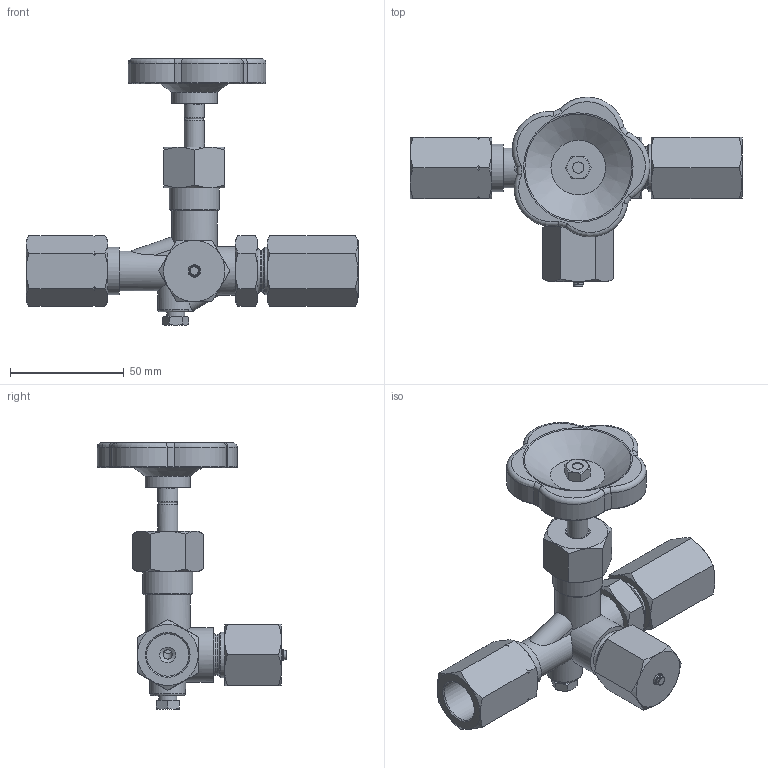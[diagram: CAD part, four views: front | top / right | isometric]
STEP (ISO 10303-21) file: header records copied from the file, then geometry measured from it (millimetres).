
FILE_DESCRIPTION( ( 'Unknown' ), '1' );
FILE_NAME( '10070A04X.stp', 'Unknown', ( 'Peter Nanko' ), ( 'Armaturen Arndt' ), 'PSStep 14.0', 'Solid Edge ST4', ' ' );
FILE_SCHEMA( ( 'AUTOMOTIVE_DESIGN { 1 0 10303 214 1 1 1 1 }' ) );
Length unit declared in the file: millimetre
Products named in the file (1): 1
Bounding box: 146 x 83.26 x 117.23 mm (x, y, z)
Volume: 131749 mm3; surface area: 35821.5 mm2
Topology: 1 solids, 2 shells, 233 faces, 543 edges, 343 vertices
Faces by surface type: plane 107, cylinder 53, cone 39, torus 34
Full cylindrical faces by diameter (mm): 3.504 x1, 4 x4, 4.5 x1, 4.917 x1, 6 x1, 7 x2, 8 x1, 9 x2, 17.5 x1, 18 x1, 18.4 x1, 18.631 x3, 20 x3, 20.955 x2, 21.231 x1, 21.5 x1, 22 x1, 24 x1, 44 x1
Entity records: 9434 total; most frequent: CARTESIAN_POINT 2831, DIRECTION 926, ORIENTED_EDGE 914, EDGE_CURVE 457, AXIS2_PLACEMENT_3D 399, EDGE_LOOP 325, VERTEX_POINT 320, FACE_OUTER_BOUND 269
